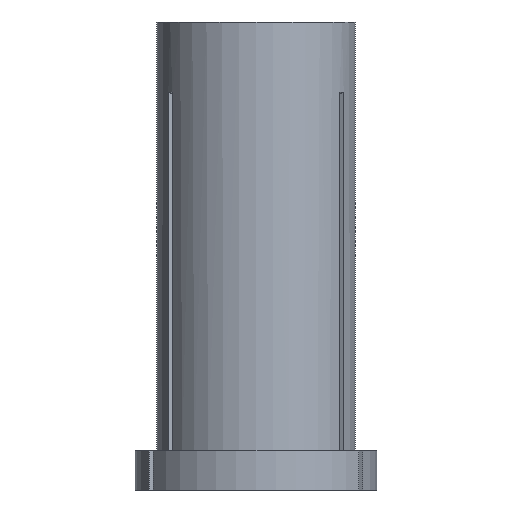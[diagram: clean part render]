
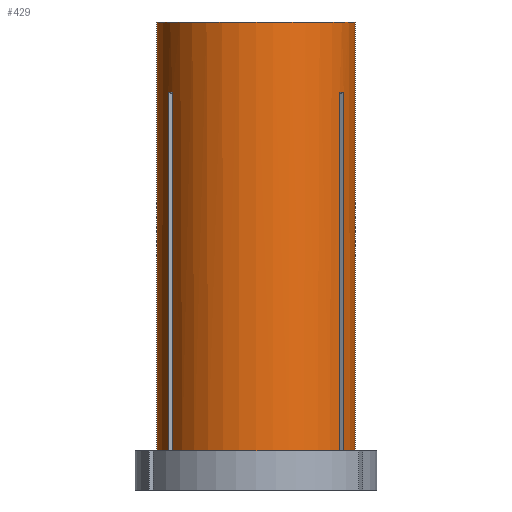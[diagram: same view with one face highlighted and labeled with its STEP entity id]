
A CAD part, front view. The second image highlights one B-rep face of the part: STEP entity #429.
In plain terms, the highlighted cylindrical face has radius 12.7 mm (diameter 25.4 mm), a partial arc.
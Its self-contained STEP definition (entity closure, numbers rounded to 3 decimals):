
#29 = CARTESIAN_POINT ( 'NONE',  ( 12.7, 0., 0. ) ) ;
#43 = ORIENTED_EDGE ( 'NONE', *, *, #882, .T. ) ;
#45 = DIRECTION ( 'NONE',  ( 1., 0., 0. ) ) ;
#58 = EDGE_CURVE ( 'NONE', #584, #527, #522, .T. ) ;
#63 = CARTESIAN_POINT ( 'NONE',  ( 0., 0., -55. ) ) ;
#64 = VERTEX_POINT ( 'NONE', #334 ) ;
#119 = CARTESIAN_POINT ( 'NONE',  ( -11.24, -5.912, 0. ) ) ;
#138 = EDGE_CURVE ( 'NONE', #1269, #584, #1266, .T. ) ;
#156 = CARTESIAN_POINT ( 'NONE',  ( 10.829, -6.636, -9.001 ) ) ;
#162 = ORIENTED_EDGE ( 'NONE', *, *, #983, .T. ) ;
#207 = LINE ( 'NONE', #683, #610 ) ;
#255 = LINE ( 'NONE', #1116, #578 ) ;
#260 = ORIENTED_EDGE ( 'NONE', *, *, #318, .F. ) ;
#265 = DIRECTION ( 'NONE',  ( 0., 0., 1. ) ) ;
#268 = VERTEX_POINT ( 'NONE', #1278 ) ;
#275 = DIRECTION ( 'NONE',  ( 0., 0., 1. ) ) ;
#309 = VERTEX_POINT ( 'NONE', #29 ) ;
#311 = DIRECTION ( 'NONE',  ( 1., 0., 0. ) ) ;
#318 = EDGE_CURVE ( 'NONE', #1269, #409, #772, .T. ) ;
#321 = FACE_OUTER_BOUND ( 'NONE', #386, .T. ) ;
#334 = CARTESIAN_POINT ( 'NONE',  ( 10.74, -6.778, -55. ) ) ;
#344 = DIRECTION ( 'NONE',  ( 0., 0., 1. ) ) ;
#361 = AXIS2_PLACEMENT_3D ( 'NONE', #494, #275, #826 ) ;
#362 = ORIENTED_EDGE ( 'NONE', *, *, #138, .T. ) ;
#368 = AXIS2_PLACEMENT_3D ( 'NONE', #63, #674, #45 ) ;
#386 = EDGE_LOOP ( 'NONE', ( #260, #362, #1330, #1047, #1372, #1343, #1136, #43, #560, #162, #764, #867 ) ) ;
#387 = CARTESIAN_POINT ( 'NONE',  ( -10.74, -6.778, -9.003 ) ) ;
#388 = CARTESIAN_POINT ( 'NONE',  ( -10.829, -6.637, -9.001 ) ) ;
#407 = VERTEX_POINT ( 'NONE', #920 ) ;
#409 = VERTEX_POINT ( 'NONE', #707 ) ;
#429 = ADVANCED_FACE ( 'NONE', ( #321 ), #1058, .T. ) ;
#437 = AXIS2_PLACEMENT_3D ( 'NONE', #694, #1138, #620 ) ;
#457 = VERTEX_POINT ( 'NONE', #941 ) ;
#462 = VECTOR ( 'NONE', #265, 1000. ) ;
#494 = CARTESIAN_POINT ( 'NONE',  ( 0., 0., -55. ) ) ;
#522 = LINE ( 'NONE', #119, #774 ) ;
#523 = DIRECTION ( 'NONE',  ( 1., 0., 0. ) ) ;
#527 = VERTEX_POINT ( 'NONE', #1181 ) ;
#542 = DIRECTION ( 'NONE',  ( 0., 0., 1. ) ) ;
#544 = DIRECTION ( 'NONE',  ( 0., 0., 1. ) ) ;
#560 = ORIENTED_EDGE ( 'NONE', *, *, #903, .F. ) ;
#575 = EDGE_CURVE ( 'NONE', #457, #64, #1168, .T. ) ;
#578 = VECTOR ( 'NONE', #1327, 1000. ) ;
#584 = VERTEX_POINT ( 'NONE', #1237 ) ;
#587 = CARTESIAN_POINT ( 'NONE',  ( 10.916, -6.493, -9. ) ) ;
#592 = CARTESIAN_POINT ( 'NONE',  ( -10.74, -6.778, -9.003 ) ) ;
#593 = EDGE_CURVE ( 'NONE', #268, #309, #207, .T. ) ;
#607 = CARTESIAN_POINT ( 'NONE',  ( -11.24, -5.912, -9.003 ) ) ;
#610 = VECTOR ( 'NONE', #835, 1000. ) ;
#618 = EDGE_CURVE ( 'NONE', #409, #309, #858, .T. ) ;
#620 = DIRECTION ( 'NONE',  ( 1., 0., 0. ) ) ;
#644 = B_SPLINE_CURVE_WITH_KNOTS ( 'NONE', 3,
 ( #607, #1145, #706, #388, #592 ),
 .UNSPECIFIED., .F., .F.,
 ( 4, 1, 4 ),
 ( 0.063, 0.063, 0.064 ),
 .UNSPECIFIED. ) ;
#671 = CARTESIAN_POINT ( 'NONE',  ( 10.74, -6.778, 0. ) ) ;
#674 = DIRECTION ( 'NONE',  ( 0., 0., 1. ) ) ;
#683 = CARTESIAN_POINT ( 'NONE',  ( 12.7, 0., 0. ) ) ;
#694 = CARTESIAN_POINT ( 'NONE',  ( 0., 0., -55. ) ) ;
#706 = CARTESIAN_POINT ( 'NONE',  ( -11.001, -6.353, -8.999 ) ) ;
#707 = CARTESIAN_POINT ( 'NONE',  ( -12.7, 0., 0. ) ) ;
#742 = VECTOR ( 'NONE', #344, 1000. ) ;
#749 = EDGE_CURVE ( 'NONE', #457, #1274, #1057, .T. ) ;
#758 = VECTOR ( 'NONE', #1084, 1000. ) ;
#764 = ORIENTED_EDGE ( 'NONE', *, *, #593, .T. ) ;
#772 = LINE ( 'NONE', #888, #758 ) ;
#774 = VECTOR ( 'NONE', #542, 1000. ) ;
#786 = CARTESIAN_POINT ( 'NONE',  ( 10.74, -6.778, -9.003 ) ) ;
#813 = CARTESIAN_POINT ( 'NONE',  ( 11.24, -5.912, -9.003 ) ) ;
#826 = DIRECTION ( 'NONE',  ( 1., 0., 0. ) ) ;
#835 = DIRECTION ( 'NONE',  ( 0., 0., 1. ) ) ;
#858 = CIRCLE ( 'NONE', #910, 12.7 ) ;
#867 = ORIENTED_EDGE ( 'NONE', *, *, #618, .F. ) ;
#882 = EDGE_CURVE ( 'NONE', #1314, #1189, #1082, .T. ) ;
#888 = CARTESIAN_POINT ( 'NONE',  ( -12.7, 0., 0. ) ) ;
#903 = EDGE_CURVE ( 'NONE', #407, #1189, #255, .T. ) ;
#908 = EDGE_CURVE ( 'NONE', #64, #1314, #914, .T. ) ;
#910 = AXIS2_PLACEMENT_3D ( 'NONE', #1053, #544, #311 ) ;
#914 = LINE ( 'NONE', #671, #462 ) ;
#920 = CARTESIAN_POINT ( 'NONE',  ( 11.24, -5.912, -55. ) ) ;
#941 = CARTESIAN_POINT ( 'NONE',  ( -10.74, -6.778, -55. ) ) ;
#983 = EDGE_CURVE ( 'NONE', #407, #268, #1148, .T. ) ;
#998 = EDGE_CURVE ( 'NONE', #527, #1274, #644, .T. ) ;
#1037 = CARTESIAN_POINT ( 'NONE',  ( 0., 0., 0. ) ) ;
#1047 = ORIENTED_EDGE ( 'NONE', *, *, #998, .T. ) ;
#1050 = DIRECTION ( 'NONE',  ( 0., 0., 1. ) ) ;
#1053 = CARTESIAN_POINT ( 'NONE',  ( 0., 0., 0. ) ) ;
#1057 = LINE ( 'NONE', #1067, #742 ) ;
#1058 = CYLINDRICAL_SURFACE ( 'NONE', #1231, 12.7 ) ;
#1067 = CARTESIAN_POINT ( 'NONE',  ( -10.74, -6.778, 0. ) ) ;
#1082 = B_SPLINE_CURVE_WITH_KNOTS ( 'NONE', 3,
 ( #786, #156, #587, #1302, #1088, #813 ),
 .UNSPECIFIED., .F., .F.,
 ( 4, 2, 4 ),
 ( 0.07, 0.07, 0.071 ),
 .UNSPECIFIED. ) ;
#1084 = DIRECTION ( 'NONE',  ( 0., 0., 1. ) ) ;
#1088 = CARTESIAN_POINT ( 'NONE',  ( 11.163, -6.059, -9.001 ) ) ;
#1114 = CARTESIAN_POINT ( 'NONE',  ( 11.24, -5.912, -9.003 ) ) ;
#1116 = CARTESIAN_POINT ( 'NONE',  ( 11.24, -5.912, 0. ) ) ;
#1124 = CARTESIAN_POINT ( 'NONE',  ( -12.7, 0., -55. ) ) ;
#1136 = ORIENTED_EDGE ( 'NONE', *, *, #908, .T. ) ;
#1138 = DIRECTION ( 'NONE',  ( 0., 0., 1. ) ) ;
#1145 = CARTESIAN_POINT ( 'NONE',  ( -11.162, -6.06, -9.001 ) ) ;
#1148 = CIRCLE ( 'NONE', #361, 12.7 ) ;
#1168 = CIRCLE ( 'NONE', #437, 12.7 ) ;
#1181 = CARTESIAN_POINT ( 'NONE',  ( -11.24, -5.912, -9.003 ) ) ;
#1189 = VERTEX_POINT ( 'NONE', #1114 ) ;
#1231 = AXIS2_PLACEMENT_3D ( 'NONE', #1037, #1050, #523 ) ;
#1237 = CARTESIAN_POINT ( 'NONE',  ( -11.24, -5.912, -55. ) ) ;
#1266 = CIRCLE ( 'NONE', #368, 12.7 ) ;
#1269 = VERTEX_POINT ( 'NONE', #1124 ) ;
#1274 = VERTEX_POINT ( 'NONE', #387 ) ;
#1278 = CARTESIAN_POINT ( 'NONE',  ( 12.7, 0., -55. ) ) ;
#1302 = CARTESIAN_POINT ( 'NONE',  ( 11.083, -6.204, -9. ) ) ;
#1314 = VERTEX_POINT ( 'NONE', #1325 ) ;
#1325 = CARTESIAN_POINT ( 'NONE',  ( 10.74, -6.778, -9.003 ) ) ;
#1327 = DIRECTION ( 'NONE',  ( 0., 0., 1. ) ) ;
#1330 = ORIENTED_EDGE ( 'NONE', *, *, #58, .T. ) ;
#1343 = ORIENTED_EDGE ( 'NONE', *, *, #575, .T. ) ;
#1372 = ORIENTED_EDGE ( 'NONE', *, *, #749, .F. ) ;
